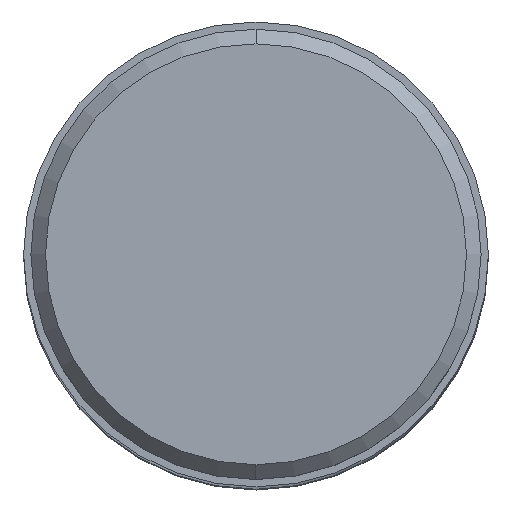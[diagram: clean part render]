
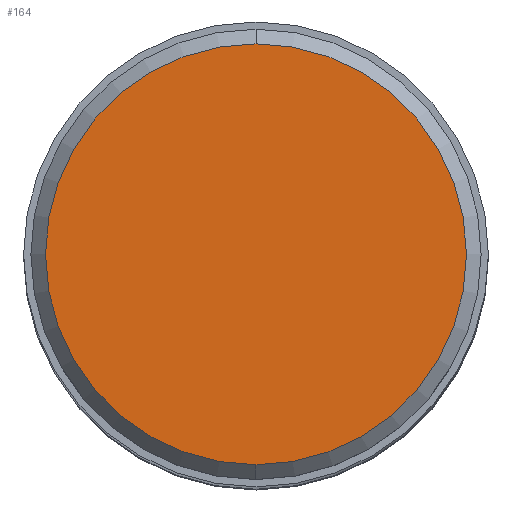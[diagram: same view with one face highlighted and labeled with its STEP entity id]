
A CAD part, top view. The second image highlights one B-rep face of the part: STEP entity #164.
In plain terms, the highlighted planar face has unit normal (0, 0, 1).
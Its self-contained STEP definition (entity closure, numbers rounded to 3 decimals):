
#29=PLANE('',#1163);
#164=ADVANCED_FACE('',(#231),#29,.F.);
#231=FACE_OUTER_BOUND('',#291,.T.);
#291=EDGE_LOOP('',(#504,#505));
#504=ORIENTED_EDGE('',*,*,#729,.T.);
#505=ORIENTED_EDGE('',*,*,#727,.T.);
#611=VERTEX_POINT('',#2615);
#612=VERTEX_POINT('',#2617);
#727=EDGE_CURVE('',#612,#611,#871,.T.);
#729=EDGE_CURVE('',#611,#612,#872,.T.);
#871=CIRCLE('',#1159,14.375);
#872=CIRCLE('',#1161,14.375);
#1159=AXIS2_PLACEMENT_3D('',#2616,#1434,#1435);
#1161=AXIS2_PLACEMENT_3D('',#2620,#1439,#1440);
#1163=AXIS2_PLACEMENT_3D('',#2622,#1443,#1444);
#1434=DIRECTION('',(0.,0.,1.));
#1435=DIRECTION('',(0.,1.,0.));
#1439=DIRECTION('',(0.,0.,1.));
#1440=DIRECTION('',(0.,-1.,0.));
#1443=DIRECTION('',(0.,0.,-1.));
#1444=DIRECTION('',(1.,0.,0.));
#2615=CARTESIAN_POINT('',(0.,-14.375,0.));
#2616=CARTESIAN_POINT('',(0.,0.,0.));
#2617=CARTESIAN_POINT('',(0.,14.375,0.));
#2620=CARTESIAN_POINT('',(0.,0.,0.));
#2622=CARTESIAN_POINT('',(0.,0.,0.));
